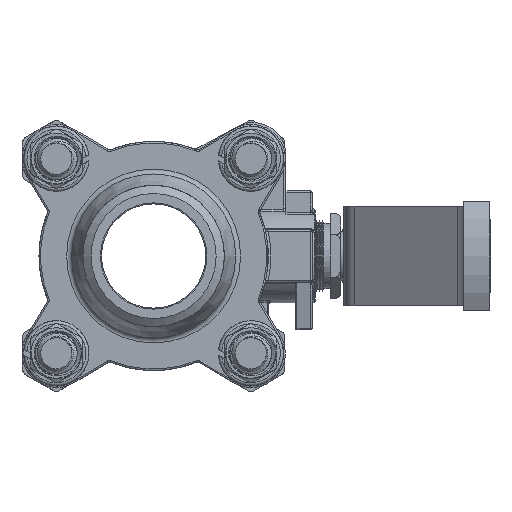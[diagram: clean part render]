
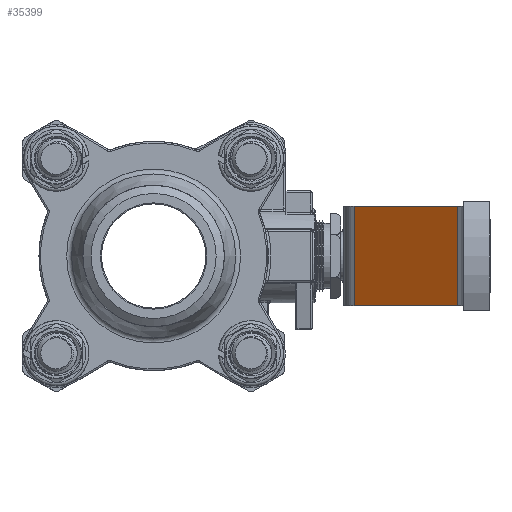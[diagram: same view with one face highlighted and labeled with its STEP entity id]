
A CAD part, left-side view. The second image highlights one B-rep face of the part: STEP entity #35399.
In plain terms, the highlighted planar face has unit normal (-0.809, 0.588, 0).
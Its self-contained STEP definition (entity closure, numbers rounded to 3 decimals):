
#35209=CARTESIAN_POINT('',(-30.165,-58.364,-9.5));
#35210=VERTEX_POINT('',#35209);
#35218=CARTESIAN_POINT('',(-15.699,-38.453,-9.5));
#35219=VERTEX_POINT('',#35218);
#35220=CARTESIAN_POINT('',(-15.699,-38.453,-9.5));
#35221=DIRECTION('',(-0.588,-0.809,0.0));
#35222=VECTOR('',#35221,24.611);
#35223=LINE('',#35220,#35222);
#35224=EDGE_CURVE('',#35219,#35210,#35223,.T.);
#35358=CARTESIAN_POINT('',(-30.165,-58.364,9.5));
#35359=VERTEX_POINT('',#35358);
#35367=CARTESIAN_POINT('',(-30.165,-58.364,-9.5));
#35368=DIRECTION('',(0.0,0.0,1.0));
#35369=VECTOR('',#35368,19.0);
#35370=LINE('',#35367,#35369);
#35371=EDGE_CURVE('',#35210,#35359,#35370,.T.);
#35376=CARTESIAN_POINT('',(-15.699,-38.453,-9.5));
#35377=DIRECTION('',(-0.809,0.588,0.0));
#35378=DIRECTION('',(-0.588,-0.809,0.0));
#35379=AXIS2_PLACEMENT_3D('',#35376,#35377,#35378);
#35380=PLANE('',#35379);
#35381=ORIENTED_EDGE('',*,*,#35224,.T.);
#35382=ORIENTED_EDGE('',*,*,#35371,.T.);
#35383=CARTESIAN_POINT('',(-15.699,-38.453,9.5));
#35384=VERTEX_POINT('',#35383);
#35385=CARTESIAN_POINT('',(-15.699,-38.453,9.5));
#35386=DIRECTION('',(-0.588,-0.809,0.0));
#35387=VECTOR('',#35386,24.611);
#35388=LINE('',#35385,#35387);
#35389=EDGE_CURVE('',#35384,#35359,#35388,.T.);
#35390=ORIENTED_EDGE('',*,*,#35389,.F.);
#35391=CARTESIAN_POINT('',(-15.699,-38.453,-9.5));
#35392=DIRECTION('',(0.0,0.0,1.0));
#35393=VECTOR('',#35392,19.0);
#35394=LINE('',#35391,#35393);
#35395=EDGE_CURVE('',#35219,#35384,#35394,.T.);
#35396=ORIENTED_EDGE('',*,*,#35395,.F.);
#35397=EDGE_LOOP('',(#35381,#35382,#35390,#35396));
#35398=FACE_OUTER_BOUND('',#35397,.T.);
#35399=ADVANCED_FACE('',(#35398),#35380,.T.);
